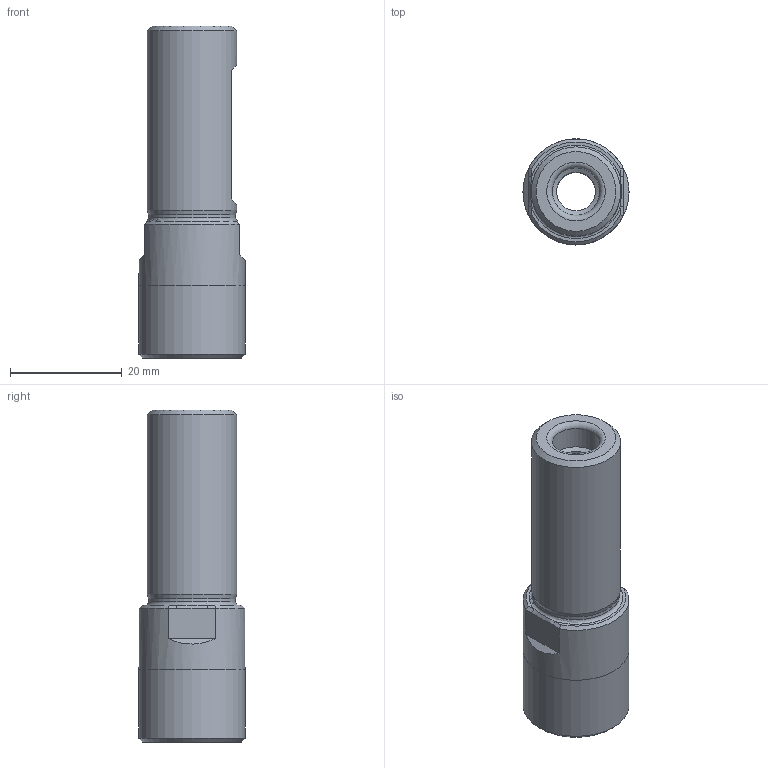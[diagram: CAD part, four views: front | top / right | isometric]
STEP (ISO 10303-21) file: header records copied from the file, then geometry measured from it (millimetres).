
FILE_DESCRIPTION(/* description */ (''),/* implementation_level */ '2;1');
FILE_NAME(/* name */ '461621612.stp',/* time_stamp */ '2021-01-19T15:55:32',/* author */ ('LRA'),/* organization */ ('REGO-FIX'),/* preprocessor_version */ ' Unknown',/* originating_system */ 'SIEMENS PLM Software Solid Edge ST10',/* authorization */ 'Unknown');
FILE_SCHEMA (('AUTOMOTIVE_DESIGN { 1 0 10303 214 2 1 1}'));
Length unit declared in the file: millimetre
Products named in the file (1): NOCUT
Bounding box: 19 x 19 x 59.5 mm (x, y, z)
Volume: 9247.6 mm3; surface area: 5217.1 mm2
Topology: 1 solids, 1 shells, 35 faces, 80 edges, 47 vertices
Faces by surface type: plane 15, cone 8, cylinder 7, torus 3, bspline 2
Full cylindrical faces by diameter (mm): 6.917 x1, 8.5 x1, 10.5 x1, 15.6 x1, 16 x1, 19 x2
Entity records: 1166 total; most frequent: CARTESIAN_POINT 215, DIRECTION 146, ORIENTED_EDGE 114, AXIS2_PLACEMENT_3D 64, EDGE_CURVE 57, EDGE_LOOP 54, FACE_BOUND 54, VERTEX_POINT 41
